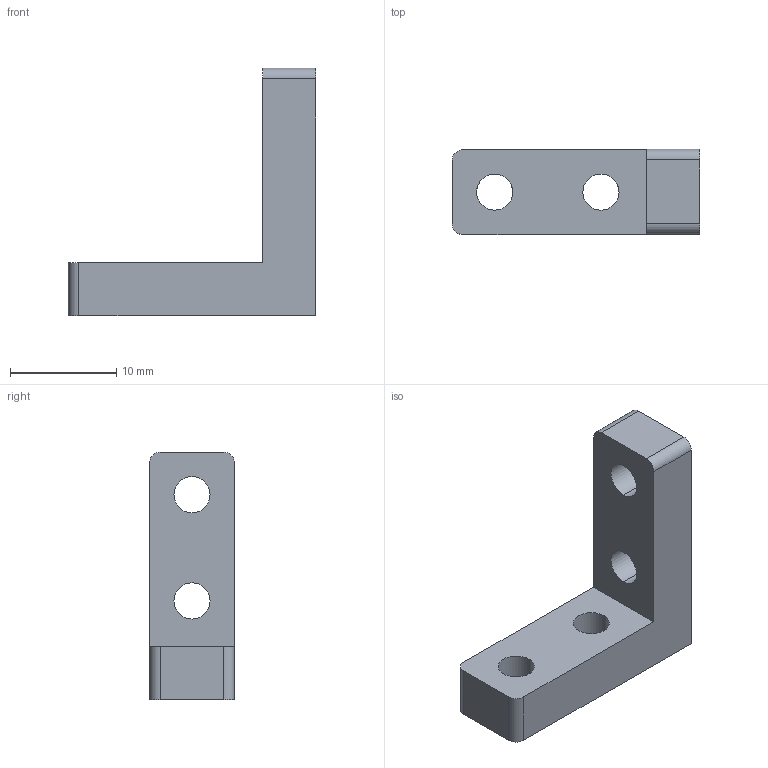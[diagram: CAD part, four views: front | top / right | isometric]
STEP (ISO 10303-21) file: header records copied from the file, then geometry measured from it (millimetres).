
FILE_DESCRIPTION (( 'STEP AP203' ), '1' );
FILE_NAME ('踢扽蟀諉璃.STEP', '2025-09-15T07:23:23', ( '' ), ( '' ), 'SwSTEP 2.0', 'SolidWorks 2025', '' );
FILE_SCHEMA (( 'CONFIG_CONTROL_DESIGN' ));
Length unit declared in the file: millimetre
Products named in the file (1): 金属连接件
Bounding box: 23.3 x 8 x 23.3 mm (x, y, z)
Volume: 1478.1 mm3; surface area: 1292.3 mm2
Topology: 1 solids, 1 shells, 20 faces, 54 edges, 36 vertices
Faces by surface type: cylinder 12, plane 8
Entity records: 735 total; most frequent: DIRECTION 120, CARTESIAN_POINT 111, ORIENTED_EDGE 108, EDGE_CURVE 54, AXIS2_PLACEMENT_3D 45, VERTEX_POINT 36, VECTOR 30, LINE 30
